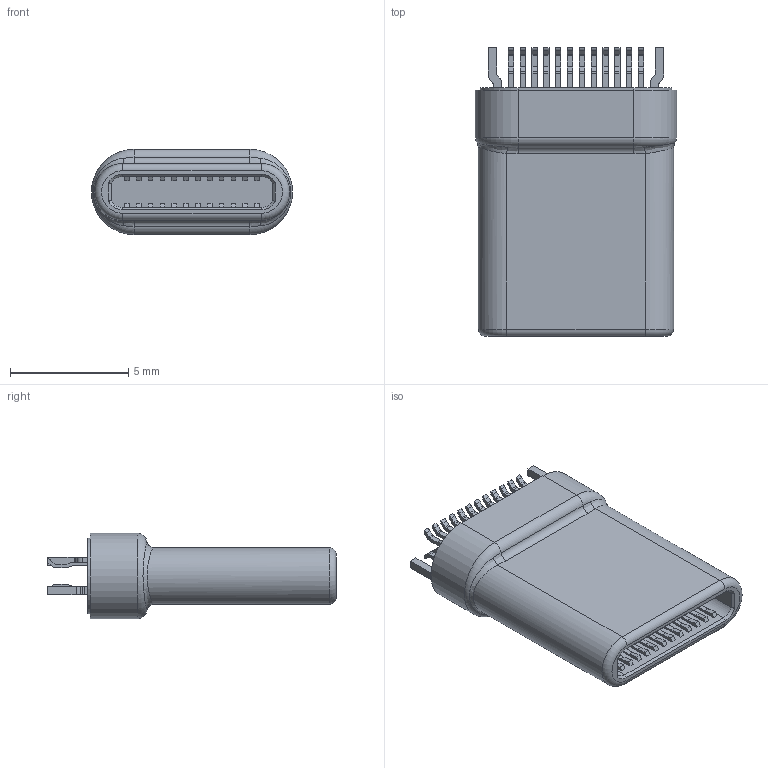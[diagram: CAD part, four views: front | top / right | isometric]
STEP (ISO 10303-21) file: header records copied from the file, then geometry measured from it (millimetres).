
FILE_DESCRIPTION(/* description */ (''),/* implementation_level */ '2;1');
FILE_NAME(/* name */ 'USB-TYPE-C-SMD_U261-241N-4BS60 v1.step',/* time_stamp */ '2024-01-18T11:14:20+01:00',/* author */ (''),/* organization */ (''),/* preprocessor_version */ 'ST-DEVELOPER v20',/* originating_system */ 'Autodesk Translation Framework v12.14.0.127',/* authorisation */ '');
FILE_SCHEMA (('AUTOMOTIVE_DESIGN { 1 0 10303 214 3 1 1 }'));
Length unit declared in the file: millimetre
Products named in the file (3): USB-TYPE-C-SMD_U261-241N-4BS60; USB-TYPE-C-SMD_U261-241N-4BS60_1; COMPOUND (1)
Assembly tree (2 placements, depth 3):
  USB-TYPE-C-SMD_U261-241N-4BS60
    USB-TYPE-C-SMD_U261-241N-4BS60_1
      COMPOUND (1)
Bounding box: 8.5 x 12.2 x 3.6 mm (x, y, z)
Volume: 176.9 mm3; surface area: 399.9 mm2
Topology: 25 solids, 25 shells, 674 faces, 1800 edges, 1192 vertices
Faces by surface type: plane 468, cylinder 192, bspline 6, cone 4, torus 4
Entity records: 22478 total; most frequent: CARTESIAN_POINT 4539, ORIENTED_EDGE 3600, DIRECTION 3530, EDGE_CURVE 1800, LINE 1392, VECTOR 1392, VERTEX_POINT 1192, AXIS2_PLACEMENT_3D 1069
